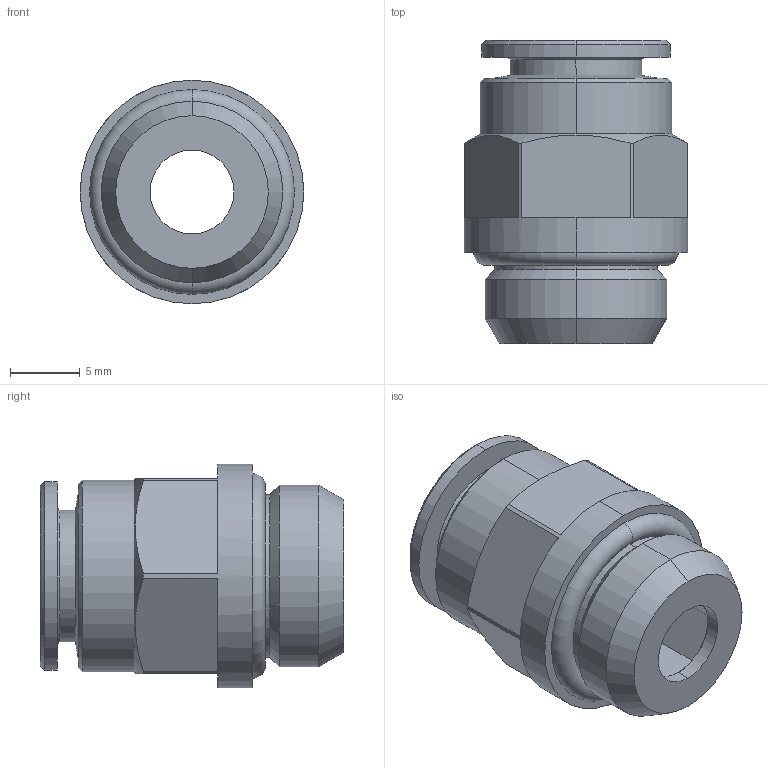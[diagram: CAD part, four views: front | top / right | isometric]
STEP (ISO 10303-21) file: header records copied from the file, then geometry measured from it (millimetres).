
FILE_DESCRIPTION (( 'STEP AP203' ), '1' );
FILE_NAME ('A0020042.STEP', '2009-01-20T08:34:34', ( 'UT1' ), ( 'sopra-pneumatic' ), 'SwSTEP 2.0', 'SolidWorks 2008', '' );
FILE_SCHEMA (( 'CONFIG_CONTROL_DESIGN' ));
Length unit declared in the file: millimetre
Products named in the file (1): A0020042
Bounding box: 16 x 21.7 x 16 mm (x, y, z)
Volume: 2190.8 mm3; surface area: 1918.8 mm2
Topology: 1 solids, 1 shells, 65 faces, 150 edges, 90 vertices
Faces by surface type: plane 29, cone 18, cylinder 16, torus 2
Entity records: 1993 total; most frequent: CARTESIAN_POINT 416, DIRECTION 334, ORIENTED_EDGE 300, EDGE_CURVE 150, AXIS2_PLACEMENT_3D 132, VERTEX_POINT 90, LINE 70, VECTOR 70
